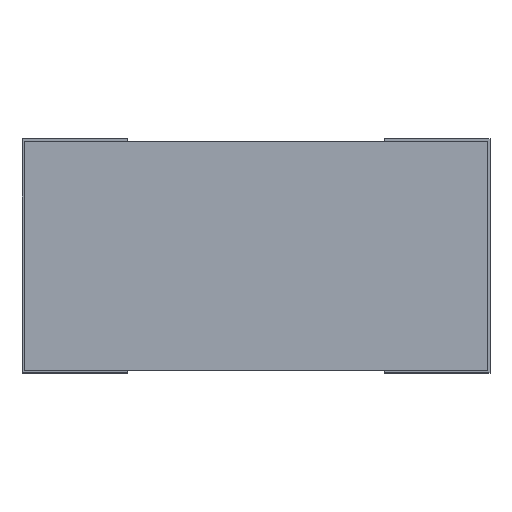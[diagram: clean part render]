
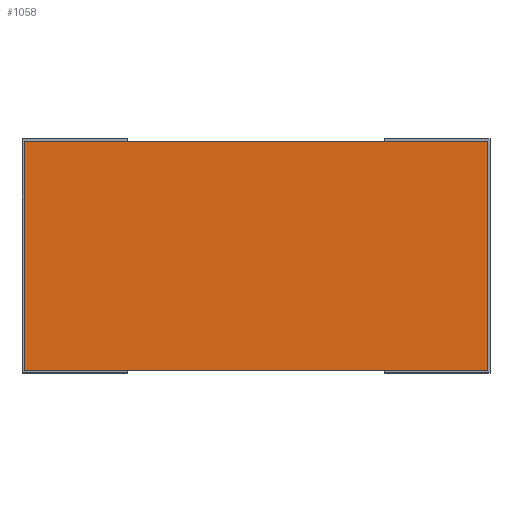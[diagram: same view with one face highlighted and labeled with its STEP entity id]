
A CAD part, top view. The second image highlights one B-rep face of the part: STEP entity #1058.
In plain terms, the highlighted planar face has unit normal (0, 0, 1).
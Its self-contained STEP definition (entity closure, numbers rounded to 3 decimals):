
#95 = ORIENTED_EDGE ( 'NONE', *, *, #1068, .F. ) ;
#117 = DIRECTION ( 'NONE',  ( 0., -1., 0. ) ) ;
#183 = ORIENTED_EDGE ( 'NONE', *, *, #1551, .T. ) ;
#248 = AXIS2_PLACEMENT_3D ( 'NONE', #1480, #1716, #1992 ) ;
#276 = VERTEX_POINT ( 'NONE', #2065 ) ;
#290 = CARTESIAN_POINT ( 'NONE',  ( -0.99, 0.01, 0.6 ) ) ;
#297 = DIRECTION ( 'NONE',  ( 1., 0., 0. ) ) ;
#303 = EDGE_LOOP ( 'NONE', ( #788, #95, #1592, #183 ) ) ;
#416 = VECTOR ( 'NONE', #1758, 1000. ) ;
#512 = CARTESIAN_POINT ( 'NONE',  ( -0.55, 0.01, 0.6 ) ) ;
#603 = LINE ( 'NONE', #512, #416 ) ;
#750 = VECTOR ( 'NONE', #117, 1000. ) ;
#768 = LINE ( 'NONE', #2025, #750 ) ;
#788 = ORIENTED_EDGE ( 'NONE', *, *, #1122, .T. ) ;
#1058 = ADVANCED_FACE ( 'NONE', ( #1363 ), #1646, .F. ) ;
#1068 = EDGE_CURVE ( 'NONE', #1370, #276, #768, .T. ) ;
#1072 = CARTESIAN_POINT ( 'NONE',  ( -0.55, 0.99, 0.6 ) ) ;
#1122 = EDGE_CURVE ( 'NONE', #2016, #276, #603, .T. ) ;
#1125 = VECTOR ( 'NONE', #1934, 1000. ) ;
#1255 = LINE ( 'NONE', #1072, #1396 ) ;
#1362 = VERTEX_POINT ( 'NONE', #2063 ) ;
#1363 = FACE_OUTER_BOUND ( 'NONE', #303, .T. ) ;
#1370 = VERTEX_POINT ( 'NONE', #1587 ) ;
#1396 = VECTOR ( 'NONE', #297, 1000. ) ;
#1480 = CARTESIAN_POINT ( 'NONE',  ( -1., 1., 0.6 ) ) ;
#1551 = EDGE_CURVE ( 'NONE', #1362, #2016, #1902, .T. ) ;
#1587 = CARTESIAN_POINT ( 'NONE',  ( 0.99, 0.99, 0.6 ) ) ;
#1592 = ORIENTED_EDGE ( 'NONE', *, *, #1733, .F. ) ;
#1646 = PLANE ( 'NONE',  #248 ) ;
#1716 = DIRECTION ( 'NONE',  ( 0., 0., -1. ) ) ;
#1733 = EDGE_CURVE ( 'NONE', #1362, #1370, #1255, .T. ) ;
#1758 = DIRECTION ( 'NONE',  ( 1., 0., 0. ) ) ;
#1762 = CARTESIAN_POINT ( 'NONE',  ( -0.99, 0., 0.6 ) ) ;
#1902 = LINE ( 'NONE', #1762, #1125 ) ;
#1934 = DIRECTION ( 'NONE',  ( 0., -1., 0. ) ) ;
#1992 = DIRECTION ( 'NONE',  ( -1., 0., 0. ) ) ;
#2016 = VERTEX_POINT ( 'NONE', #290 ) ;
#2025 = CARTESIAN_POINT ( 'NONE',  ( 0.99, 0., 0.6 ) ) ;
#2063 = CARTESIAN_POINT ( 'NONE',  ( -0.99, 0.99, 0.6 ) ) ;
#2065 = CARTESIAN_POINT ( 'NONE',  ( 0.99, 0.01, 0.6 ) ) ;
